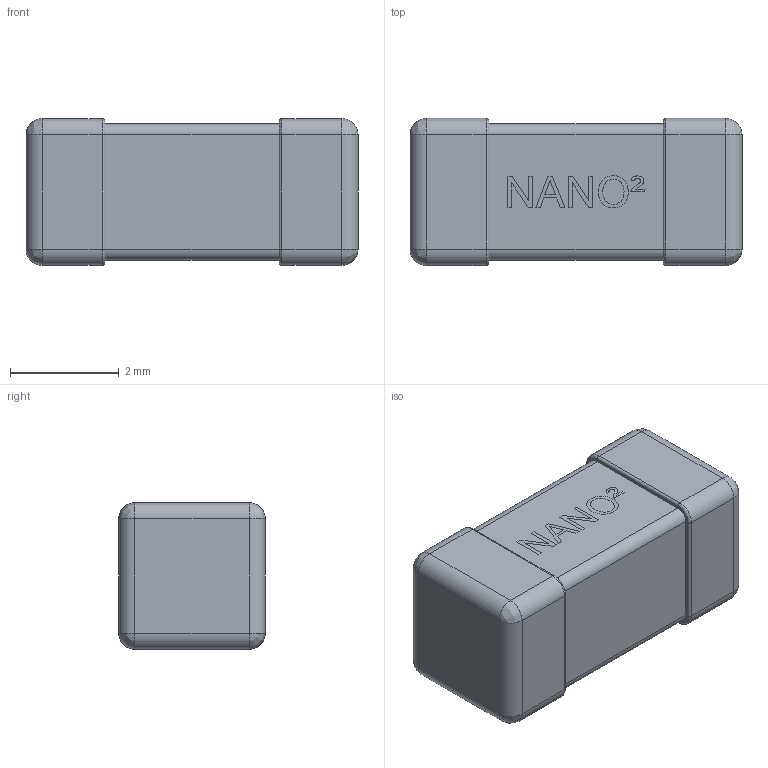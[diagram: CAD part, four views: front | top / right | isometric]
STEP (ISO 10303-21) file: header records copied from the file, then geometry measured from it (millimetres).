
FILE_DESCRIPTION (( 'STEP AP214' ), '1' );
FILE_NAME ('User Library-FUSE_NANO2.STEP', '2018-05-21T13:13:16', ( '' ), ( '' ), 'SwSTEP 2.0', 'SolidWorks 2018', '' );
FILE_SCHEMA (( 'AUTOMOTIVE_DESIGN' ));
Length unit declared in the file: centimetre
Products named in the file (1): User Library-FUSE_NANO2
Bounding box: 6.1 x 2.7 x 2.7 mm (x, y, z)
Volume: 40.4 mm3; surface area: 74 mm2
Topology: 1 solids, 1 shells, 67 faces, 198 edges, 134 vertices
Faces by surface type: cylinder 28, plane 23, bspline 16
Entity records: 3257 total; most frequent: CARTESIAN_POINT 878, ORIENTED_EDGE 380, DIRECTION 272, EDGE_CURVE 190, VERTEX_POINT 134, AXIS2_PLACEMENT_3D 104, EDGE_LOOP 76, B_SPLINE_CURVE_WITH_KNOTS 74
